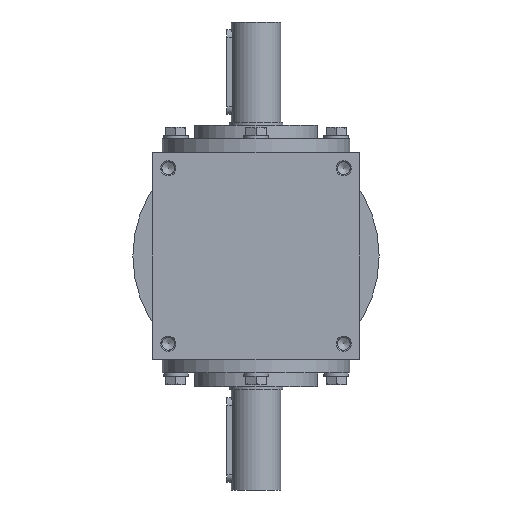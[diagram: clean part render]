
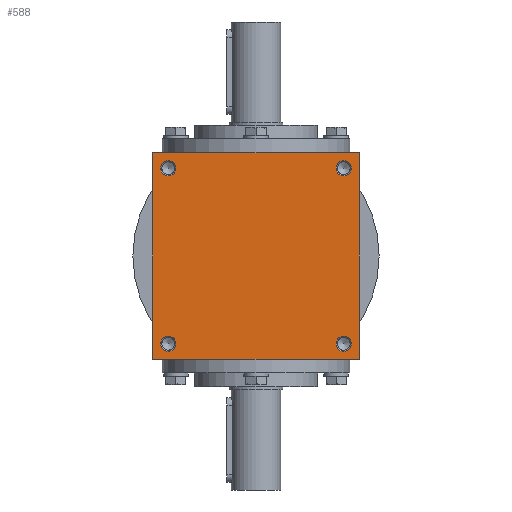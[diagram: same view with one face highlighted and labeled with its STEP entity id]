
A CAD part, left-side view. The second image highlights one B-rep face of the part: STEP entity #588.
In plain terms, the highlighted face is planar.
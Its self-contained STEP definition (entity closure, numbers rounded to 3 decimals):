
#588 = ADVANCED_FACE( '', ( #1214, #1215, #1216, #1217, #1218 ), #1219, .F. );
#1214 = FACE_BOUND( '', #1913, .T. );
#1215 = FACE_BOUND( '', #1914, .T. );
#1216 = FACE_BOUND( '', #1915, .T. );
#1217 = FACE_BOUND( '', #1916, .T. );
#1218 = FACE_OUTER_BOUND( '', #1917, .T. );
#1219 = PLANE( '', #1918 );
#1913 = EDGE_LOOP( '', ( #2948 ) );
#1914 = EDGE_LOOP( '', ( #2949 ) );
#1915 = EDGE_LOOP( '', ( #2950 ) );
#1916 = EDGE_LOOP( '', ( #2951 ) );
#1917 = EDGE_LOOP( '', ( #2952, #2953, #2954, #2955 ) );
#1918 = AXIS2_PLACEMENT_3D( '', #2956, #2957, #2958 );
#2948 = ORIENTED_EDGE( '', *, *, #3547, .F. );
#2949 = ORIENTED_EDGE( '', *, *, #3875, .T. );
#2950 = ORIENTED_EDGE( '', *, *, #3876, .F. );
#2951 = ORIENTED_EDGE( '', *, *, #3877, .T. );
#2952 = ORIENTED_EDGE( '', *, *, #3807, .F. );
#2953 = ORIENTED_EDGE( '', *, *, #3775, .F. );
#2954 = ORIENTED_EDGE( '', *, *, #3708, .F. );
#2955 = ORIENTED_EDGE( '', *, *, #3873, .F. );
#2956 = CARTESIAN_POINT( '', ( 0., 0., -67. ) );
#2957 = DIRECTION( '', ( 0., 0., 1. ) );
#2958 = DIRECTION( '', ( 1., 0., 0. ) );
#3547 = EDGE_CURVE( '', #4053, #4053, #4054, .T. );
#3708 = EDGE_CURVE( '', #4320, #4321, #4322, .T. );
#3775 = EDGE_CURVE( '', #4321, #4419, #4420, .T. );
#3807 = EDGE_CURVE( '', #4419, #4468, #4469, .T. );
#3873 = EDGE_CURVE( '', #4468, #4320, #4553, .T. );
#3875 = EDGE_CURVE( '', #4555, #4555, #4556, .T. );
#3876 = EDGE_CURVE( '', #4557, #4557, #4558, .T. );
#3877 = EDGE_CURVE( '', #4559, #4559, #4560, .T. );
#4053 = VERTEX_POINT( '', #4761 );
#4054 = CIRCLE( '', #4762, 5. );
#4320 = VERTEX_POINT( '', #5172 );
#4321 = VERTEX_POINT( '', #5173 );
#4322 = LINE( '', #5174, #5175 );
#4419 = VERTEX_POINT( '', #5300 );
#4420 = LINE( '', #5301, #5302 );
#4468 = VERTEX_POINT( '', #5355 );
#4469 = LINE( '', #5356, #5357 );
#4553 = LINE( '', #5473, #5474 );
#4555 = VERTEX_POINT( '', #5476 );
#4556 = CIRCLE( '', #5477, 5. );
#4557 = VERTEX_POINT( '', #5478 );
#4558 = CIRCLE( '', #5479, 5. );
#4559 = VERTEX_POINT( '', #5480 );
#4560 = CIRCLE( '', #5481, 5. );
#4761 = CARTESIAN_POINT( '', ( -62., 57., -67. ) );
#4762 = AXIS2_PLACEMENT_3D( '', #5723, #5724, #5725 );
#5172 = CARTESIAN_POINT( '', ( 67., -67., -67. ) );
#5173 = CARTESIAN_POINT( '', ( 67., 67., -67. ) );
#5174 = CARTESIAN_POINT( '', ( 67., -67., -67. ) );
#5175 = VECTOR( '', #6008, 1000. );
#5300 = CARTESIAN_POINT( '', ( -67., 67., -67. ) );
#5301 = CARTESIAN_POINT( '', ( 67., 67., -67. ) );
#5302 = VECTOR( '', #6110, 1000. );
#5355 = CARTESIAN_POINT( '', ( -67., -67., -67. ) );
#5356 = CARTESIAN_POINT( '', ( -67., 67., -67. ) );
#5357 = VECTOR( '', #6164, 1000. );
#5473 = CARTESIAN_POINT( '', ( -67., -67., -67. ) );
#5474 = VECTOR( '', #6243, 1000. );
#5476 = CARTESIAN_POINT( '', ( 62., 57., -67. ) );
#5477 = AXIS2_PLACEMENT_3D( '', #6244, #6245, #6246 );
#5478 = CARTESIAN_POINT( '', ( -62., -57., -67. ) );
#5479 = AXIS2_PLACEMENT_3D( '', #6247, #6248, #6249 );
#5480 = CARTESIAN_POINT( '', ( 62., -57., -67. ) );
#5481 = AXIS2_PLACEMENT_3D( '', #6250, #6251, #6252 );
#5723 = CARTESIAN_POINT( '', ( -57., 57., -67. ) );
#5724 = DIRECTION( '', ( 0., 0., -1. ) );
#5725 = DIRECTION( '', ( -1., 0., 0. ) );
#6008 = DIRECTION( '', ( 0., 1., 0. ) );
#6110 = DIRECTION( '', ( -1., 0., 0. ) );
#6164 = DIRECTION( '', ( 0., -1., 0. ) );
#6243 = DIRECTION( '', ( 1., 0., 0. ) );
#6244 = CARTESIAN_POINT( '', ( 57., 57., -67. ) );
#6245 = DIRECTION( '', ( 0., 0., 1. ) );
#6246 = DIRECTION( '', ( 1., 0., 0. ) );
#6247 = CARTESIAN_POINT( '', ( -57., -57., -67. ) );
#6248 = DIRECTION( '', ( 0., 0., -1. ) );
#6249 = DIRECTION( '', ( -1., 0., 0. ) );
#6250 = CARTESIAN_POINT( '', ( 57., -57., -67. ) );
#6251 = DIRECTION( '', ( 0., 0., 1. ) );
#6252 = DIRECTION( '', ( 1., 0., 0. ) );
